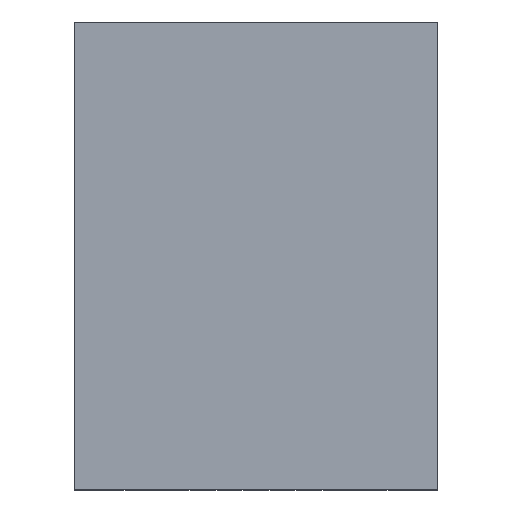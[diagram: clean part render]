
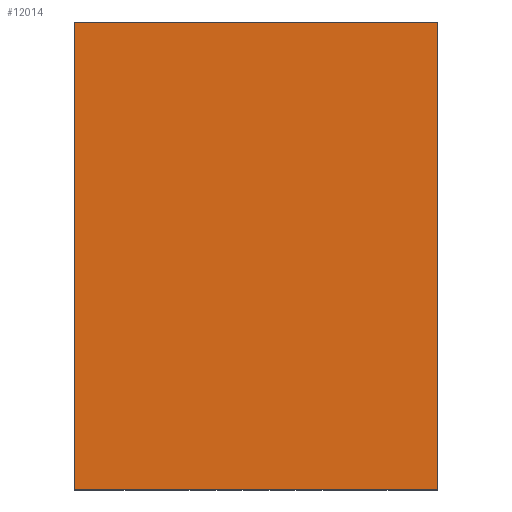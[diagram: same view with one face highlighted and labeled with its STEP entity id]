
A CAD part, top view. The second image highlights one B-rep face of the part: STEP entity #12014.
In plain terms, the highlighted face is planar.
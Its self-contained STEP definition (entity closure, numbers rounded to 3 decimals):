
#8740=DIRECTION('',(0.,0.,1.));
#8741=VECTOR('',#8740,4.5);
#8742=CARTESIAN_POINT('',(-1.75,0.975,-2.25));
#8743=LINE('',#8742,#8741);
#8747=DIRECTION('',(-1.,0.,0.));
#8748=VECTOR('',#8747,3.5);
#8749=CARTESIAN_POINT('',(1.75,0.975,-2.25));
#8750=LINE('',#8749,#8748);
#8754=DIRECTION('',(0.,0.,-1.));
#8755=VECTOR('',#8754,4.5);
#8756=CARTESIAN_POINT('',(1.75,0.975,2.25));
#8757=LINE('',#8756,#8755);
#8761=DIRECTION('',(1.,0.,0.));
#8762=VECTOR('',#8761,3.5);
#8763=CARTESIAN_POINT('',(-1.75,0.975,2.25));
#8764=LINE('',#8763,#8762);
#10315=CARTESIAN_POINT('',(-1.75,0.975,-2.25));
#10316=CARTESIAN_POINT('',(-1.75,0.975,2.25));
#10317=VERTEX_POINT('',#10315);
#10318=VERTEX_POINT('',#10316);
#10319=CARTESIAN_POINT('',(1.75,0.975,2.25));
#10320=VERTEX_POINT('',#10319);
#10321=CARTESIAN_POINT('',(1.75,0.975,-2.25));
#10322=VERTEX_POINT('',#10321);
#12003=CARTESIAN_POINT('',(0.,0.975,0.));
#12004=DIRECTION('',(0.,1.,0.));
#12005=DIRECTION('',(1.,0.,0.));
#12006=AXIS2_PLACEMENT_3D('',#12003,#12004,#12005);
#12007=PLANE('',#12006);
#12008=ORIENTED_EDGE('',*,*,#11774,.F.);
#12009=ORIENTED_EDGE('',*,*,#11838,.F.);
#12010=ORIENTED_EDGE('',*,*,#11886,.F.);
#12011=ORIENTED_EDGE('',*,*,#11948,.F.);
#12012=EDGE_LOOP('',(#12008,#12009,#12010,#12011));
#12013=FACE_OUTER_BOUND('',#12012,.F.);
#11774=EDGE_CURVE('',#10317,#10318,#8743,.T.);
#11838=EDGE_CURVE('',#10322,#10317,#8750,.T.);
#11886=EDGE_CURVE('',#10320,#10322,#8757,.T.);
#11948=EDGE_CURVE('',#10318,#10320,#8764,.T.);
#12014=ADVANCED_FACE('',(#12013),#12007,.T.);
